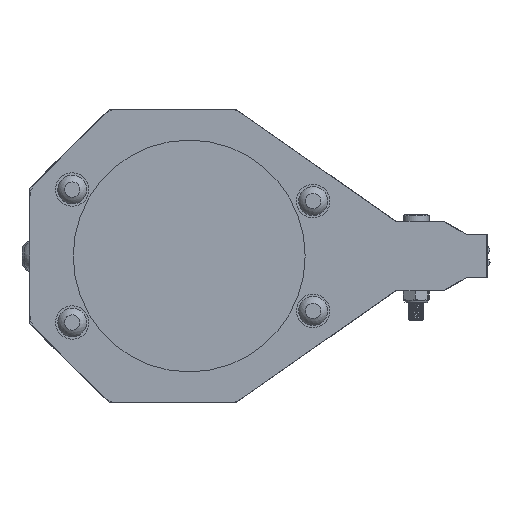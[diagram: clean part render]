
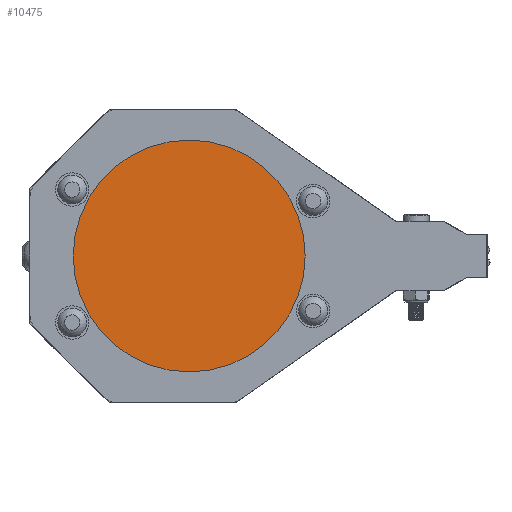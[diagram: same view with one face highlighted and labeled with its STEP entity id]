
A CAD part, left-side view. The second image highlights one B-rep face of the part: STEP entity #10475.
In plain terms, the highlighted planar face has unit normal (-1, 0, 0).
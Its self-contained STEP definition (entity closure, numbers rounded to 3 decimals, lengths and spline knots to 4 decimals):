
#2113=PLANE('',#11704);
#2819=FACE_OUTER_BOUND('',#3825,.T.);
#3825=EDGE_LOOP('',(#9263));
#4616=CIRCLE('',#11703,1.5);
#5522=VERTEX_POINT('',#54181);
#6825=EDGE_CURVE('',#5522,#5522,#4616,.T.);
#9263=ORIENTED_EDGE('',*,*,#6825,.T.);
#10475=ADVANCED_FACE('',(#2819),#2113,.T.);
#11703=AXIS2_PLACEMENT_3D('',#54182,#14389,#14390);
#11704=AXIS2_PLACEMENT_3D('',#54183,#14391,#14392);
#14389=DIRECTION('center_axis',(-1.,0.,0.));
#14390=DIRECTION('ref_axis',(0.,0.,
-1.));
#14391=DIRECTION('center_axis',(-1.,0.,0.));
#14392=DIRECTION('ref_axis',(0.,0.,1.));
#54181=CARTESIAN_POINT('',(16.6298,0.,1.5));
#54182=CARTESIAN_POINT('Origin',(16.6298,0.,
0.));
#54183=CARTESIAN_POINT('Origin',(16.6298,0.,
0.));
